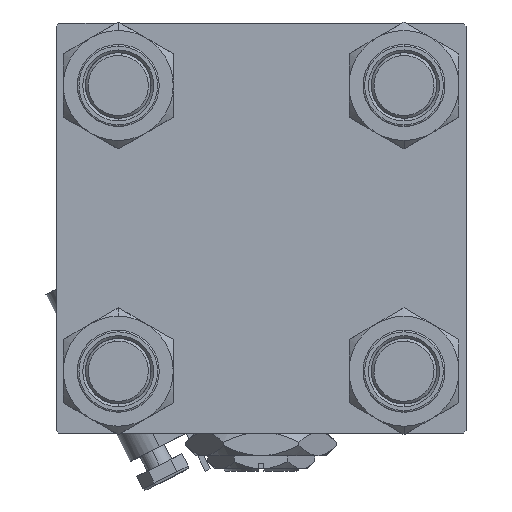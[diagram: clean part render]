
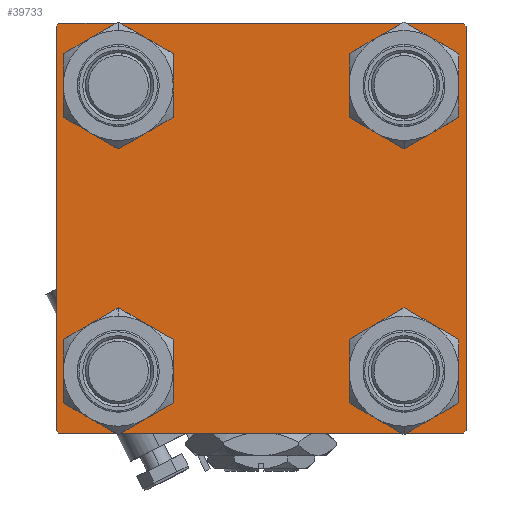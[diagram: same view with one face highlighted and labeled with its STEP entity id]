
A CAD part, left-side view. The second image highlights one B-rep face of the part: STEP entity #39733.
In plain terms, the highlighted planar face has unit normal (-1, 0, 0).
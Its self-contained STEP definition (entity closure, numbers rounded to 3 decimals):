
#999 = CARTESIAN_POINT ( 'NONE',  ( 0., 37., -37.5 ) ) ;
#1192 = VERTEX_POINT ( 'NONE', #25381 ) ;
#1231 = EDGE_CURVE ( 'NONE', #25556, #36161, #22923, .T. ) ;
#1365 = CARTESIAN_POINT ( 'NONE',  ( 0., 37.5, -37. ) ) ;
#1936 = CARTESIAN_POINT ( 'NONE',  ( 0., 37.25, 37.25 ) ) ;
#2252 = AXIS2_PLACEMENT_3D ( 'NONE', #33433, #45289, #24821 ) ;
#2739 = LINE ( 'NONE', #14599, #21124 ) ;
#3205 = EDGE_LOOP ( 'NONE', ( #32058, #49533, #21460, #10141, #47357, #4366, #18858, #37377 ) ) ;
#3963 = LINE ( 'NONE', #27680, #37331 ) ;
#4366 = ORIENTED_EDGE ( 'NONE', *, *, #24448, .T. ) ;
#4474 = LINE ( 'NONE', #48932, #51542 ) ;
#5135 = DIRECTION ( 'NONE',  ( 0., 0., 1. ) ) ;
#5187 = EDGE_CURVE ( 'NONE', #46274, #1192, #47640, .T. ) ;
#5310 = EDGE_CURVE ( 'NONE', #52082, #9879, #3963, .T. ) ;
#5438 = CIRCLE ( 'NONE', #47594, 6.5 ) ;
#5683 = CARTESIAN_POINT ( 'NONE',  ( 0., 0., 0. ) ) ;
#5897 = DIRECTION ( 'NONE',  ( 0., 0., 1. ) ) ;
#6234 = CARTESIAN_POINT ( 'NONE',  ( 0., 37.5, -37.5 ) ) ;
#7170 = VERTEX_POINT ( 'NONE', #51355 ) ;
#8005 = DIRECTION ( 'NONE',  ( 0., -0.707, 0.707 ) ) ;
#9105 = DIRECTION ( 'NONE',  ( 1., 0., 0. ) ) ;
#9320 = CARTESIAN_POINT ( 'NONE',  ( 0., -26.15, -32.65 ) ) ;
#9546 = ORIENTED_EDGE ( 'NONE', *, *, #45048, .T. ) ;
#9647 = VERTEX_POINT ( 'NONE', #23923 ) ;
#9727 = DIRECTION ( 'NONE',  ( 0., 0., 1. ) ) ;
#9879 = VERTEX_POINT ( 'NONE', #30891 ) ;
#9991 = DIRECTION ( 'NONE',  ( -1., 0., 0. ) ) ;
#10141 = ORIENTED_EDGE ( 'NONE', *, *, #5310, .T. ) ;
#10678 = CARTESIAN_POINT ( 'NONE',  ( 0., 26.15, -32.65 ) ) ;
#11066 = CARTESIAN_POINT ( 'NONE',  ( 0., -26.15, -26.15 ) ) ;
#11392 = CIRCLE ( 'NONE', #22587, 6.5 ) ;
#11492 = EDGE_CURVE ( 'NONE', #28007, #25556, #51756, .T. ) ;
#11961 = EDGE_LOOP ( 'NONE', ( #12849, #15430 ) ) ;
#12010 = CARTESIAN_POINT ( 'NONE',  ( 0., 37.5, 37. ) ) ;
#12329 = EDGE_CURVE ( 'NONE', #36161, #42011, #2739, .T. ) ;
#12559 = DIRECTION ( 'NONE',  ( 0., 0., -1. ) ) ;
#12652 = EDGE_CURVE ( 'NONE', #7170, #34166, #28850, .T. ) ;
#12715 = CARTESIAN_POINT ( 'NONE',  ( 0., -26.15, 19.65 ) ) ;
#12849 = ORIENTED_EDGE ( 'NONE', *, *, #39636, .T. ) ;
#13961 = CARTESIAN_POINT ( 'NONE',  ( 0., 26.15, -26.15 ) ) ;
#14016 = FACE_BOUND ( 'NONE', #11961, .T. ) ;
#14051 = CARTESIAN_POINT ( 'NONE',  ( 0., 26.15, 32.65 ) ) ;
#14288 = FACE_BOUND ( 'NONE', #44684, .T. ) ;
#14599 = CARTESIAN_POINT ( 'NONE',  ( 0., 37.25, -37.25 ) ) ;
#14848 = DIRECTION ( 'NONE',  ( 0., 0.707, -0.707 ) ) ;
#15430 = ORIENTED_EDGE ( 'NONE', *, *, #5187, .T. ) ;
#16486 = DIRECTION ( 'NONE',  ( 0., 0., 1. ) ) ;
#16987 = DIRECTION ( 'NONE',  ( 0., -1., 0. ) ) ;
#17212 = ORIENTED_EDGE ( 'NONE', *, *, #51277, .T. ) ;
#17806 = PLANE ( 'NONE',  #20309 ) ;
#18127 = VERTEX_POINT ( 'NONE', #32435 ) ;
#18616 = ORIENTED_EDGE ( 'NONE', *, *, #31198, .T. ) ;
#18858 = ORIENTED_EDGE ( 'NONE', *, *, #51159, .F. ) ;
#19528 = EDGE_CURVE ( 'NONE', #34166, #7170, #25799, .T. ) ;
#20309 = AXIS2_PLACEMENT_3D ( 'NONE', #5683, #9991, #9727 ) ;
#20538 = CARTESIAN_POINT ( 'NONE',  ( 0., -26.15, -26.15 ) ) ;
#20734 = EDGE_CURVE ( 'NONE', #36995, #9879, #4474, .T. ) ;
#20823 = VECTOR ( 'NONE', #38842, 1000. ) ;
#21124 = VECTOR ( 'NONE', #47741, 1000. ) ;
#21460 = ORIENTED_EDGE ( 'NONE', *, *, #45698, .T. ) ;
#22587 = AXIS2_PLACEMENT_3D ( 'NONE', #11066, #27494, #43922 ) ;
#22923 = LINE ( 'NONE', #39109, #20823 ) ;
#23449 = CARTESIAN_POINT ( 'NONE',  ( 0., 26.15, 26.15 ) ) ;
#23837 = DIRECTION ( 'NONE',  ( 0., 0., 1. ) ) ;
#23923 = CARTESIAN_POINT ( 'NONE',  ( 0., -26.15, 32.65 ) ) ;
#24361 = CARTESIAN_POINT ( 'NONE',  ( 0., -26.15, 26.15 ) ) ;
#24448 = EDGE_CURVE ( 'NONE', #36995, #28851, #28771, .T. ) ;
#24467 = DIRECTION ( 'NONE',  ( 0., 0., 1. ) ) ;
#24821 = DIRECTION ( 'NONE',  ( 0., 0., 1. ) ) ;
#25287 = ORIENTED_EDGE ( 'NONE', *, *, #19528, .T. ) ;
#25381 = CARTESIAN_POINT ( 'NONE',  ( 0., 26.15, -19.65 ) ) ;
#25556 = VERTEX_POINT ( 'NONE', #12010 ) ;
#25799 = CIRCLE ( 'NONE', #34407, 6.5 ) ;
#26619 = DIRECTION ( 'NONE',  ( 1., 0., 0. ) ) ;
#27224 = AXIS2_PLACEMENT_3D ( 'NONE', #20538, #36973, #16486 ) ;
#27494 = DIRECTION ( 'NONE',  ( 1., 0., 0. ) ) ;
#27680 = CARTESIAN_POINT ( 'NONE',  ( 0., -37.25, -37.25 ) ) ;
#28007 = VERTEX_POINT ( 'NONE', #45737 ) ;
#28771 = LINE ( 'NONE', #50325, #45711 ) ;
#28850 = CIRCLE ( 'NONE', #36579, 6.5 ) ;
#28851 = VERTEX_POINT ( 'NONE', #28861 ) ;
#28861 = CARTESIAN_POINT ( 'NONE',  ( 0., -37., 37.5 ) ) ;
#29308 = CARTESIAN_POINT ( 'NONE',  ( 0., 26.15, 26.15 ) ) ;
#29381 = LINE ( 'NONE', #49319, #33443 ) ;
#29935 = FACE_OUTER_BOUND ( 'NONE', #3205, .T. ) ;
#30891 = CARTESIAN_POINT ( 'NONE',  ( 0., -37.5, -37. ) ) ;
#31198 = EDGE_CURVE ( 'NONE', #18127, #50019, #11392, .T. ) ;
#31536 = DIRECTION ( 'NONE',  ( 1., 0., 0. ) ) ;
#31716 = AXIS2_PLACEMENT_3D ( 'NONE', #50910, #38277, #5135 ) ;
#31800 = LINE ( 'NONE', #6234, #40198 ) ;
#32058 = ORIENTED_EDGE ( 'NONE', *, *, #1231, .T. ) ;
#32435 = CARTESIAN_POINT ( 'NONE',  ( 0., -26.15, -19.65 ) ) ;
#33078 = ORIENTED_EDGE ( 'NONE', *, *, #12652, .T. ) ;
#33433 = CARTESIAN_POINT ( 'NONE',  ( 0., 26.15, -26.15 ) ) ;
#33443 = VECTOR ( 'NONE', #16987, 1000. ) ;
#33718 = EDGE_CURVE ( 'NONE', #9647, #44114, #5438, .T. ) ;
#34166 = VERTEX_POINT ( 'NONE', #14051 ) ;
#34407 = AXIS2_PLACEMENT_3D ( 'NONE', #23449, #31536, #39892 ) ;
#35077 = EDGE_LOOP ( 'NONE', ( #25287, #33078 ) ) ;
#36161 = VERTEX_POINT ( 'NONE', #1365 ) ;
#36579 = AXIS2_PLACEMENT_3D ( 'NONE', #29308, #9105, #24467 ) ;
#36690 = CIRCLE ( 'NONE', #27224, 6.5 ) ;
#36973 = DIRECTION ( 'NONE',  ( 1., 0., 0. ) ) ;
#36995 = VERTEX_POINT ( 'NONE', #47932 ) ;
#37331 = VECTOR ( 'NONE', #8005, 1000. ) ;
#37377 = ORIENTED_EDGE ( 'NONE', *, *, #11492, .T. ) ;
#37441 = VECTOR ( 'NONE', #14848, 1000. ) ;
#38277 = DIRECTION ( 'NONE',  ( 1., 0., 0. ) ) ;
#38842 = DIRECTION ( 'NONE',  ( 0., 0., -1. ) ) ;
#39109 = CARTESIAN_POINT ( 'NONE',  ( 0., 37.5, 37.5 ) ) ;
#39636 = EDGE_CURVE ( 'NONE', #1192, #46274, #46978, .T. ) ;
#39679 = CARTESIAN_POINT ( 'NONE',  ( 0., -37., -37.5 ) ) ;
#39733 = ADVANCED_FACE ( 'NONE', ( #46901, #14288, #14016, #50665, #29935 ), #17806, .T. ) ;
#39892 = DIRECTION ( 'NONE',  ( 0., 0., 1. ) ) ;
#39903 = DIRECTION ( 'NONE',  ( 0., -1., 0. ) ) ;
#40198 = VECTOR ( 'NONE', #39903, 1000. ) ;
#41711 = DIRECTION ( 'NONE',  ( 0., 0.707, 0.707 ) ) ;
#42011 = VERTEX_POINT ( 'NONE', #999 ) ;
#43205 = EDGE_LOOP ( 'NONE', ( #44369, #17212 ) ) ;
#43922 = DIRECTION ( 'NONE',  ( 0., 0., 1. ) ) ;
#44114 = VERTEX_POINT ( 'NONE', #12715 ) ;
#44369 = ORIENTED_EDGE ( 'NONE', *, *, #33718, .T. ) ;
#44684 = EDGE_LOOP ( 'NONE', ( #18616, #9546 ) ) ;
#45048 = EDGE_CURVE ( 'NONE', #50019, #18127, #36690, .T. ) ;
#45289 = DIRECTION ( 'NONE',  ( 1., 0., 0. ) ) ;
#45698 = EDGE_CURVE ( 'NONE', #42011, #52082, #31800, .T. ) ;
#45711 = VECTOR ( 'NONE', #41711, 1000. ) ;
#45737 = CARTESIAN_POINT ( 'NONE',  ( 0., 37., 37.5 ) ) ;
#46274 = VERTEX_POINT ( 'NONE', #10678 ) ;
#46901 = FACE_BOUND ( 'NONE', #43205, .T. ) ;
#46978 = CIRCLE ( 'NONE', #2252, 6.5 ) ;
#47230 = CIRCLE ( 'NONE', #31716, 6.5 ) ;
#47357 = ORIENTED_EDGE ( 'NONE', *, *, #20734, .F. ) ;
#47594 = AXIS2_PLACEMENT_3D ( 'NONE', #24361, #48628, #23837 ) ;
#47640 = CIRCLE ( 'NONE', #52805, 6.5 ) ;
#47741 = DIRECTION ( 'NONE',  ( 0., -0.707, -0.707 ) ) ;
#47932 = CARTESIAN_POINT ( 'NONE',  ( 0., -37.5, 37. ) ) ;
#48628 = DIRECTION ( 'NONE',  ( 1., 0., 0. ) ) ;
#48932 = CARTESIAN_POINT ( 'NONE',  ( 0., -37.5, 37.5 ) ) ;
#49319 = CARTESIAN_POINT ( 'NONE',  ( 0., 37.5, 37.5 ) ) ;
#49533 = ORIENTED_EDGE ( 'NONE', *, *, #12329, .T. ) ;
#50019 = VERTEX_POINT ( 'NONE', #9320 ) ;
#50325 = CARTESIAN_POINT ( 'NONE',  ( 0., -37.25, 37.25 ) ) ;
#50665 = FACE_BOUND ( 'NONE', #35077, .T. ) ;
#50910 = CARTESIAN_POINT ( 'NONE',  ( 0., -26.15, 26.15 ) ) ;
#51159 = EDGE_CURVE ( 'NONE', #28007, #28851, #29381, .T. ) ;
#51277 = EDGE_CURVE ( 'NONE', #44114, #9647, #47230, .T. ) ;
#51355 = CARTESIAN_POINT ( 'NONE',  ( 0., 26.15, 19.65 ) ) ;
#51542 = VECTOR ( 'NONE', #12559, 1000. ) ;
#51756 = LINE ( 'NONE', #1936, #37441 ) ;
#52082 = VERTEX_POINT ( 'NONE', #39679 ) ;
#52805 = AXIS2_PLACEMENT_3D ( 'NONE', #13961, #26619, #5897 ) ;
